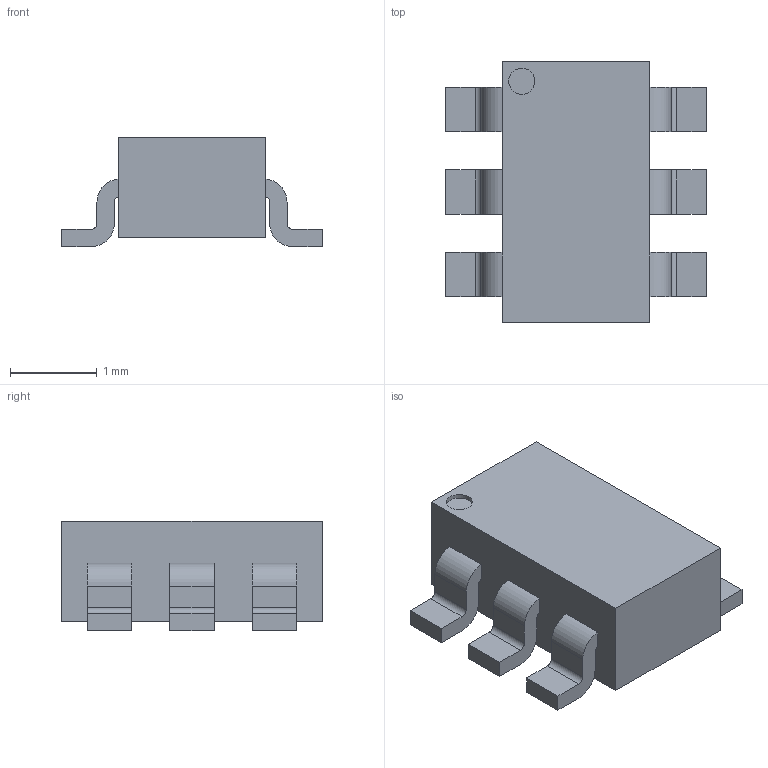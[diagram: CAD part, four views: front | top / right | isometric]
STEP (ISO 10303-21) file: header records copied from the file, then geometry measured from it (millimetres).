
FILE_DESCRIPTION(/* description */ (''),/* implementation_level */ '2;1');
FILE_NAME(/* name */ 'sot23_1568128357017.stp',/* time_stamp */ '2019-09-10T15:12:40+00:00',/* author */ (''),/* organization */ (''),/* preprocessor_version */ 'ST-DEVELOPER v18',/* originating_system */ 'ASM',/* authorisation */ '');
FILE_SCHEMA (('AUTOMOTIVE_DESIGN { 1 0 10303 214 3 1 1 }'));
Length unit declared in the file: millimetre
Products named in the file (1): sot23_1568128357017
Bounding box: 3 x 3 x 1.26 mm (x, y, z)
Volume: 6.6 mm3; surface area: 30.4 mm2
Topology: 1 solids, 1 shells, 74 faces, 196 edges, 131 vertices
Faces by surface type: plane 49, cylinder 25
Full cylindrical faces by diameter (mm): 0.3 x1
Entity records: 2414 total; most frequent: CARTESIAN_POINT 402, DIRECTION 397, ORIENTED_EDGE 392, EDGE_CURVE 196, LINE 145, VECTOR 145, VERTEX_POINT 131, AXIS2_PLACEMENT_3D 126
